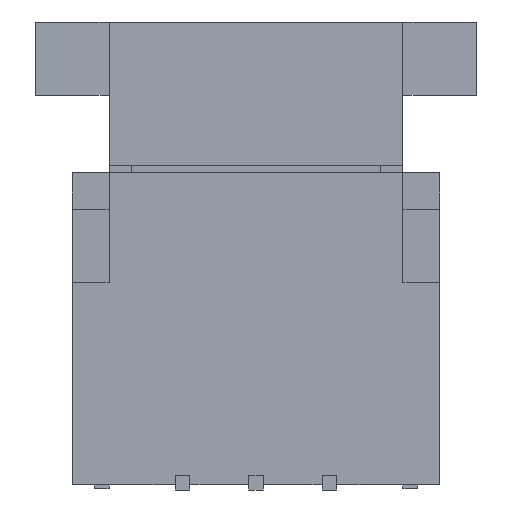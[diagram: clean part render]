
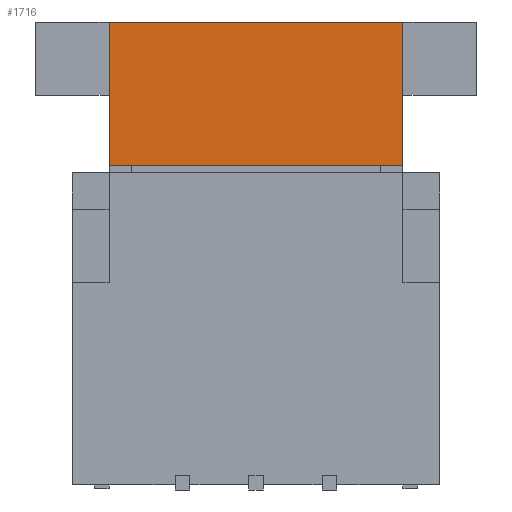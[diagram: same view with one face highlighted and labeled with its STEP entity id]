
A CAD part, front view. The second image highlights one B-rep face of the part: STEP entity #1716.
In plain terms, the highlighted planar face has unit normal (0, -1, 0).
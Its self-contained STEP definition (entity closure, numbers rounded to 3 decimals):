
#44 = PLANE('',#45);
#45 = AXIS2_PLACEMENT_3D('',#46,#47,#48);
#46 = CARTESIAN_POINT('',(2.,-1.35,6.37));
#47 = DIRECTION('',(0.,0.,-1.));
#48 = DIRECTION('',(0.,1.,0.));
#531 = VERTEX_POINT('',#532);
#532 = CARTESIAN_POINT('',(-2.,-1.35,6.37));
#546 = PLANE('',#547);
#547 = AXIS2_PLACEMENT_3D('',#548,#549,#550);
#548 = CARTESIAN_POINT('',(-2.,-0.51,6.37));
#549 = DIRECTION('',(1.,0.,0.));
#550 = DIRECTION('',(0.,1.,0.));
#558 = EDGE_CURVE('',#559,#531,#561,.T.);
#559 = VERTEX_POINT('',#560);
#560 = CARTESIAN_POINT('',(2.,-1.35,6.37));
#561 = SURFACE_CURVE('',#562,(#566,#573),.PCURVE_S1.);
#562 = LINE('',#563,#564);
#563 = CARTESIAN_POINT('',(2.,-1.35,6.37));
#564 = VECTOR('',#565,1.);
#565 = DIRECTION('',(-1.,0.,0.));
#566 = PCURVE('',#44,#567);
#567 = DEFINITIONAL_REPRESENTATION('',(#568),#572);
#568 = LINE('',#569,#570);
#569 = CARTESIAN_POINT('',(0.,0.));
#570 = VECTOR('',#571,1.);
#571 = DIRECTION('',(0.,-1.));
#572 = ( GEOMETRIC_REPRESENTATION_CONTEXT(2) 
PARAMETRIC_REPRESENTATION_CONTEXT() REPRESENTATION_CONTEXT('2D SPACE',''
  ) );
#573 = PCURVE('',#574,#579);
#574 = PLANE('',#575);
#575 = AXIS2_PLACEMENT_3D('',#576,#577,#578);
#576 = CARTESIAN_POINT('',(2.,-1.35,4.42));
#577 = DIRECTION('',(0.,1.,0.));
#578 = DIRECTION('',(0.,0.,1.));
#579 = DEFINITIONAL_REPRESENTATION('',(#580),#584);
#580 = LINE('',#581,#582);
#581 = CARTESIAN_POINT('',(1.95,0.));
#582 = VECTOR('',#583,1.);
#583 = DIRECTION('',(0.,-1.));
#584 = ( GEOMETRIC_REPRESENTATION_CONTEXT(2) 
PARAMETRIC_REPRESENTATION_CONTEXT() REPRESENTATION_CONTEXT('2D SPACE',''
  ) );
#602 = PLANE('',#603);
#603 = AXIS2_PLACEMENT_3D('',#604,#605,#606);
#604 = CARTESIAN_POINT('',(2.,-0.51,6.37));
#605 = DIRECTION('',(1.,0.,0.));
#606 = DIRECTION('',(0.,1.,0.));
#1483 = EDGE_CURVE('',#531,#1484,#1486,.T.);
#1484 = VERTEX_POINT('',#1485);
#1485 = CARTESIAN_POINT('',(-2.,-1.35,4.42));
#1486 = SURFACE_CURVE('',#1487,(#1491,#1498),.PCURVE_S1.);
#1487 = LINE('',#1488,#1489);
#1488 = CARTESIAN_POINT('',(-2.,-1.35,4.42));
#1489 = VECTOR('',#1490,1.);
#1490 = DIRECTION('',(0.,0.,-1.));
#1491 = PCURVE('',#546,#1492);
#1492 = DEFINITIONAL_REPRESENTATION('',(#1493),#1497);
#1493 = LINE('',#1494,#1495);
#1494 = CARTESIAN_POINT('',(-0.84,-1.95));
#1495 = VECTOR('',#1496,1.);
#1496 = DIRECTION('',(0.,-1.));
#1497 = ( GEOMETRIC_REPRESENTATION_CONTEXT(2) 
PARAMETRIC_REPRESENTATION_CONTEXT() REPRESENTATION_CONTEXT('2D SPACE',''
  ) );
#1498 = PCURVE('',#574,#1499);
#1499 = DEFINITIONAL_REPRESENTATION('',(#1500),#1504);
#1500 = LINE('',#1501,#1502);
#1501 = CARTESIAN_POINT('',(0.,-4.));
#1502 = VECTOR('',#1503,1.);
#1503 = DIRECTION('',(-1.,0.));
#1504 = ( GEOMETRIC_REPRESENTATION_CONTEXT(2) 
PARAMETRIC_REPRESENTATION_CONTEXT() REPRESENTATION_CONTEXT('2D SPACE',''
  ) );
#1522 = PLANE('',#1523);
#1523 = AXIS2_PLACEMENT_3D('',#1524,#1525,#1526);
#1524 = CARTESIAN_POINT('',(2.,-1.,4.42));
#1525 = DIRECTION('',(0.,0.,1.));
#1526 = DIRECTION('',(0.,-1.,0.));
#1716 = ADVANCED_FACE('',(#1717),#574,.F.);
#1717 = FACE_BOUND('',#1718,.T.);
#1718 = EDGE_LOOP('',(#1719,#1720,#1743,#1764));
#1719 = ORIENTED_EDGE('',*,*,#1483,.T.);
#1720 = ORIENTED_EDGE('',*,*,#1721,.F.);
#1721 = EDGE_CURVE('',#1722,#1484,#1724,.T.);
#1722 = VERTEX_POINT('',#1723);
#1723 = CARTESIAN_POINT('',(2.,-1.35,4.42));
#1724 = SURFACE_CURVE('',#1725,(#1729,#1736),.PCURVE_S1.);
#1725 = LINE('',#1726,#1727);
#1726 = CARTESIAN_POINT('',(2.,-1.35,4.42));
#1727 = VECTOR('',#1728,1.);
#1728 = DIRECTION('',(-1.,0.,0.));
#1729 = PCURVE('',#574,#1730);
#1730 = DEFINITIONAL_REPRESENTATION('',(#1731),#1735);
#1731 = LINE('',#1732,#1733);
#1732 = CARTESIAN_POINT('',(0.,0.));
#1733 = VECTOR('',#1734,1.);
#1734 = DIRECTION('',(0.,-1.));
#1735 = ( GEOMETRIC_REPRESENTATION_CONTEXT(2) 
PARAMETRIC_REPRESENTATION_CONTEXT() REPRESENTATION_CONTEXT('2D SPACE',''
  ) );
#1736 = PCURVE('',#1522,#1737);
#1737 = DEFINITIONAL_REPRESENTATION('',(#1738),#1742);
#1738 = LINE('',#1739,#1740);
#1739 = CARTESIAN_POINT('',(0.35,0.));
#1740 = VECTOR('',#1741,1.);
#1741 = DIRECTION('',(0.,-1.));
#1742 = ( GEOMETRIC_REPRESENTATION_CONTEXT(2) 
PARAMETRIC_REPRESENTATION_CONTEXT() REPRESENTATION_CONTEXT('2D SPACE',''
  ) );
#1743 = ORIENTED_EDGE('',*,*,#1744,.F.);
#1744 = EDGE_CURVE('',#559,#1722,#1745,.T.);
#1745 = SURFACE_CURVE('',#1746,(#1750,#1757),.PCURVE_S1.);
#1746 = LINE('',#1747,#1748);
#1747 = CARTESIAN_POINT('',(2.,-1.35,4.42));
#1748 = VECTOR('',#1749,1.);
#1749 = DIRECTION('',(0.,0.,-1.));
#1750 = PCURVE('',#574,#1751);
#1751 = DEFINITIONAL_REPRESENTATION('',(#1752),#1756);
#1752 = LINE('',#1753,#1754);
#1753 = CARTESIAN_POINT('',(0.,0.));
#1754 = VECTOR('',#1755,1.);
#1755 = DIRECTION('',(-1.,0.));
#1756 = ( GEOMETRIC_REPRESENTATION_CONTEXT(2) 
PARAMETRIC_REPRESENTATION_CONTEXT() REPRESENTATION_CONTEXT('2D SPACE',''
  ) );
#1757 = PCURVE('',#602,#1758);
#1758 = DEFINITIONAL_REPRESENTATION('',(#1759),#1763);
#1759 = LINE('',#1760,#1761);
#1760 = CARTESIAN_POINT('',(-0.84,-1.95));
#1761 = VECTOR('',#1762,1.);
#1762 = DIRECTION('',(0.,-1.));
#1763 = ( GEOMETRIC_REPRESENTATION_CONTEXT(2) 
PARAMETRIC_REPRESENTATION_CONTEXT() REPRESENTATION_CONTEXT('2D SPACE',''
  ) );
#1764 = ORIENTED_EDGE('',*,*,#558,.T.);
